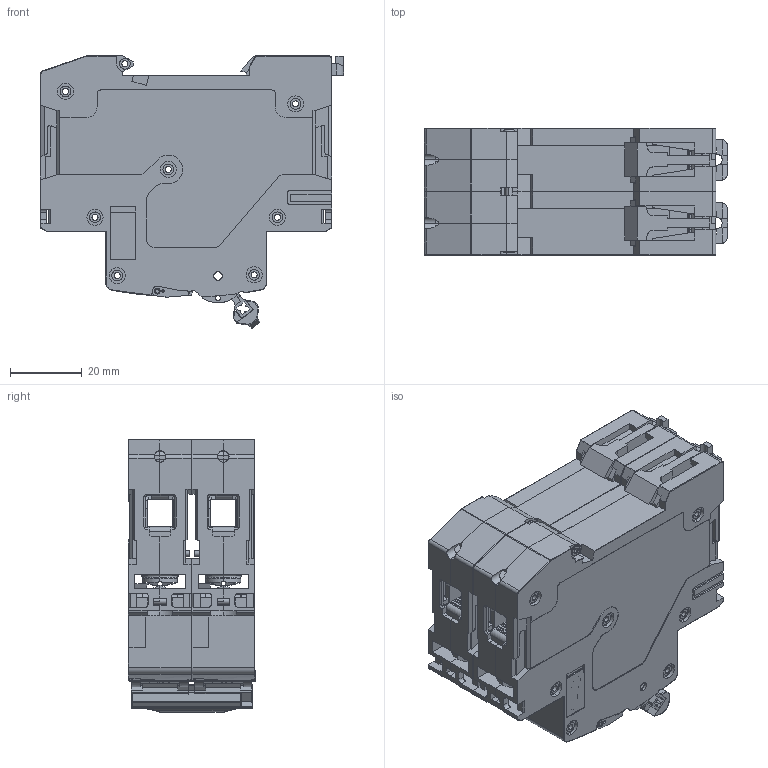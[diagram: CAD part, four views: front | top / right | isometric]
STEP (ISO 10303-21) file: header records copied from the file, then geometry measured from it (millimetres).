
FILE_DESCRIPTION (( 'STEP AP203' ), '1' );
FILE_NAME ('2P-1738.STEP', '2022-03-25T10:34:04', ( '' ), ( '' ), 'SwSTEP 2.0', 'SolidWorks 2017', '' );
FILE_SCHEMA (( 'CONFIG_CONTROL_DESIGN' ));
Length unit declared in the file: millimetre
Products named in the file (1): 2P-1738
Bounding box: 84.75 x 35.6 x 76.26 mm (x, y, z)
Surface area: 41075.8 mm2 (no closed solid volume)
Topology: 0 solids, 89 shells, 1689 faces, 7783 edges, 6023 vertices
Faces by surface type: plane 974, cylinder 545, bspline 137, cone 33
Entity records: 92422 total; most frequent: CARTESIAN_POINT 35447, ORIENTED_EDGE 11162, DIRECTION 10149, EDGE_CURVE 7767, VERTEX_POINT 6023, VECTOR 4753, LINE 4753, AXIS2_PLACEMENT_3D 2698
